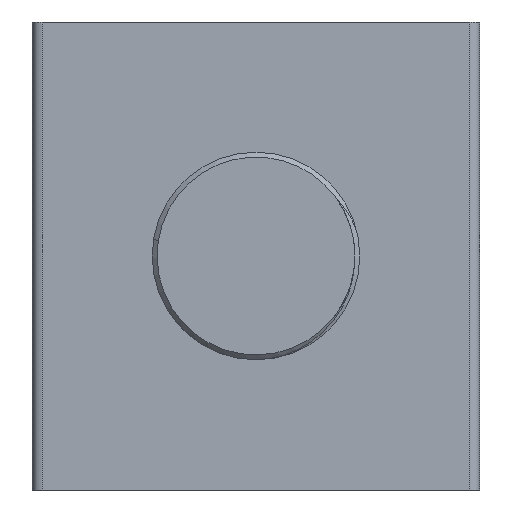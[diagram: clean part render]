
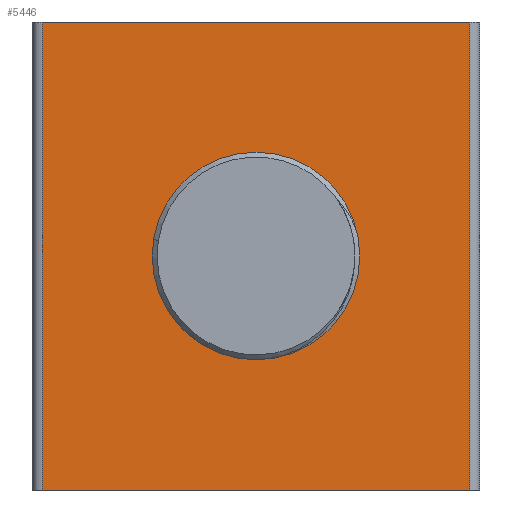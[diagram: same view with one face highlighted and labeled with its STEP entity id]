
A CAD part, front view. The second image highlights one B-rep face of the part: STEP entity #5446.
In plain terms, the highlighted planar face has unit normal (0, -1, 0).
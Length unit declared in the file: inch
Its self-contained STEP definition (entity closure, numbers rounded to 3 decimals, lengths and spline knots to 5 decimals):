
#311 = CARTESIAN_POINT ( 'NONE',  ( 0.01969, 0., 0. ) ) ;
#886 = EDGE_CURVE ( 'NONE', #13683, #22961, #14951, .T. ) ;
#1849 = CARTESIAN_POINT ( 'NONE',  ( 0., 0., 0.90551 ) ) ;
#2683 = ORIENTED_EDGE ( 'NONE', *, *, #886, .T. ) ;
#2914 = VECTOR ( 'NONE', #15506, 39.37008 ) ;
#3140 = DIRECTION ( 'NONE',  ( 0., 1., 0. ) ) ;
#3598 = AXIS2_PLACEMENT_3D ( 'NONE', #23704, #3140, #11225 ) ;
#3735 = EDGE_CURVE ( 'NONE', #22197, #17992, #20021, .T. ) ;
#3862 = CARTESIAN_POINT ( 'NONE',  ( 0., 0., 0. ) ) ;
#4294 = VERTEX_POINT ( 'NONE', #311 ) ;
#5392 = DIRECTION ( 'NONE',  ( 0., 0., 1. ) ) ;
#5446 = ADVANCED_FACE ( 'NONE', ( #22212, #25574 ), #6004, .F. ) ;
#5479 = DIRECTION ( 'NONE',  ( 0., 0., 1. ) ) ;
#6004 = PLANE ( 'NONE',  #3598 ) ;
#9085 = ORIENTED_EDGE ( 'NONE', *, *, #16007, .T. ) ;
#9317 = EDGE_CURVE ( 'NONE', #13653, #17992, #19687, .T. ) ;
#10060 = DIRECTION ( 'NONE',  ( 0., 1., 0. ) ) ;
#11225 = DIRECTION ( 'NONE',  ( 0., 0., 1. ) ) ;
#11792 = CARTESIAN_POINT ( 'NONE',  ( 0.43307, 0., 0.45276 ) ) ;
#11831 = EDGE_LOOP ( 'NONE', ( #20484, #2683 ) ) ;
#11945 = DIRECTION ( 'NONE',  ( 1., 0., 0. ) ) ;
#12073 = CARTESIAN_POINT ( 'NONE',  ( 0.84646, 0., 0. ) ) ;
#12331 = LINE ( 'NONE', #3862, #24668 ) ;
#12784 = AXIS2_PLACEMENT_3D ( 'NONE', #13607, #25182, #5392 ) ;
#13607 = CARTESIAN_POINT ( 'NONE',  ( 0.43307, 0., 0.45276 ) ) ;
#13653 = VERTEX_POINT ( 'NONE', #12073 ) ;
#13683 = VERTEX_POINT ( 'NONE', #16432 ) ;
#14056 = CIRCLE ( 'NONE', #12784, 0.20079 ) ;
#14951 = CIRCLE ( 'NONE', #19622, 0.20079 ) ;
#15465 = VECTOR ( 'NONE', #5479, 39.37008 ) ;
#15506 = DIRECTION ( 'NONE',  ( 0., 0., -1. ) ) ;
#15554 = CARTESIAN_POINT ( 'NONE',  ( 0.84646, 0., 0.90551 ) ) ;
#16007 = EDGE_CURVE ( 'NONE', #4294, #13653, #12331, .T. ) ;
#16432 = CARTESIAN_POINT ( 'NONE',  ( 0.43307, 0., 0.25197 ) ) ;
#16525 = ORIENTED_EDGE ( 'NONE', *, *, #9317, .T. ) ;
#16762 = VECTOR ( 'NONE', #18145, 39.37008 ) ;
#17257 = EDGE_CURVE ( 'NONE', #22961, #13683, #14056, .T. ) ;
#17992 = VERTEX_POINT ( 'NONE', #19639 ) ;
#18145 = DIRECTION ( 'NONE',  ( 1., 0., 0. ) ) ;
#18415 = DIRECTION ( 'NONE',  ( 0., 0., 1. ) ) ;
#19306 = ORIENTED_EDGE ( 'NONE', *, *, #3735, .F. ) ;
#19622 = AXIS2_PLACEMENT_3D ( 'NONE', #11792, #10060, #18415 ) ;
#19639 = CARTESIAN_POINT ( 'NONE',  ( 0.84646, 0., 0.90551 ) ) ;
#19687 = LINE ( 'NONE', #15554, #15465 ) ;
#20021 = LINE ( 'NONE', #1849, #16762 ) ;
#20484 = ORIENTED_EDGE ( 'NONE', *, *, #17257, .T. ) ;
#21481 = LINE ( 'NONE', #23218, #2914 ) ;
#21735 = ORIENTED_EDGE ( 'NONE', *, *, #21925, .T. ) ;
#21925 = EDGE_CURVE ( 'NONE', #22197, #4294, #21481, .T. ) ;
#22197 = VERTEX_POINT ( 'NONE', #22931 ) ;
#22212 = FACE_BOUND ( 'NONE', #11831, .T. ) ;
#22396 = EDGE_LOOP ( 'NONE', ( #9085, #16525, #19306, #21735 ) ) ;
#22931 = CARTESIAN_POINT ( 'NONE',  ( 0.01969, 0., 0.90551 ) ) ;
#22961 = VERTEX_POINT ( 'NONE', #24462 ) ;
#23218 = CARTESIAN_POINT ( 'NONE',  ( 0.01969, 0., 0.90551 ) ) ;
#23704 = CARTESIAN_POINT ( 'NONE',  ( 0., 0., 0.90551 ) ) ;
#24462 = CARTESIAN_POINT ( 'NONE',  ( 0.43307, 0., 0.65354 ) ) ;
#24668 = VECTOR ( 'NONE', #11945, 39.37008 ) ;
#25182 = DIRECTION ( 'NONE',  ( 0., 1., 0. ) ) ;
#25574 = FACE_OUTER_BOUND ( 'NONE', #22396, .T. ) ;
